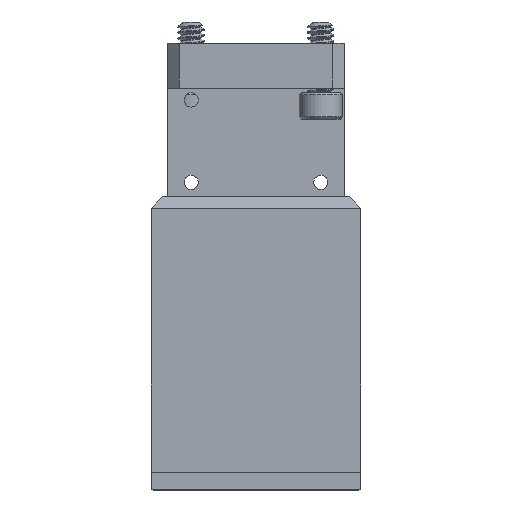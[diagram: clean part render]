
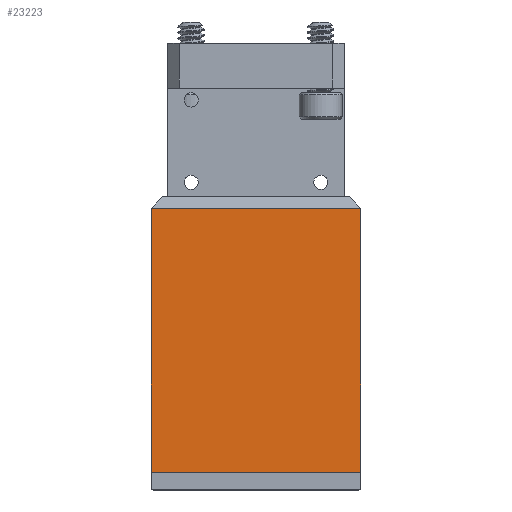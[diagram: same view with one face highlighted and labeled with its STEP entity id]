
A CAD part, front view. The second image highlights one B-rep face of the part: STEP entity #23223.
In plain terms, the highlighted planar face has unit normal (0, -1, 0).
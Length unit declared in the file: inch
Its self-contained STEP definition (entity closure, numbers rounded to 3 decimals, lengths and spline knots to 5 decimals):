
#35 = EDGE_CURVE ( 'NONE', #23386, #595, #9942, .T. ) ;
#595 = VERTEX_POINT ( 'NONE', #8031 ) ;
#756 = CARTESIAN_POINT ( 'NONE',  ( -0.445, -0.375, 1.194 ) ) ;
#859 = CARTESIAN_POINT ( 'NONE',  ( -0.445, -0.375, 1.194 ) ) ;
#2899 = ORIENTED_EDGE ( 'NONE', *, *, #35, .T. ) ;
#3437 = VECTOR ( 'NONE', #17366, 39.37008 ) ;
#3440 = DIRECTION ( 'NONE',  ( 0., 0., -1. ) ) ;
#3800 = ORIENTED_EDGE ( 'NONE', *, *, #11390, .T. ) ;
#4432 = VECTOR ( 'NONE', #9167, 39.37008 ) ;
#4871 = LINE ( 'NONE', #15627, #21096 ) ;
#8031 = CARTESIAN_POINT ( 'NONE',  ( -0.445, -0.375, 0.074 ) ) ;
#9167 = DIRECTION ( 'NONE',  ( -1., 0., 0. ) ) ;
#9942 = LINE ( 'NONE', #25819, #3437 ) ;
#11390 = EDGE_CURVE ( 'NONE', #16201, #23386, #27330, .T. ) ;
#11926 = EDGE_CURVE ( 'NONE', #31950, #595, #4871, .T. ) ;
#14783 = ORIENTED_EDGE ( 'NONE', *, *, #17136, .F. ) ;
#15271 = FACE_OUTER_BOUND ( 'NONE', #15826, .T. ) ;
#15627 = CARTESIAN_POINT ( 'NONE',  ( -0.445, -0.375, 0.074 ) ) ;
#15826 = EDGE_LOOP ( 'NONE', ( #20812, #14783, #3800, #2899 ) ) ;
#16201 = VERTEX_POINT ( 'NONE', #23639 ) ;
#17136 = EDGE_CURVE ( 'NONE', #16201, #31950, #22306, .T. ) ;
#17364 = PLANE ( 'NONE',  #32156 ) ;
#17366 = DIRECTION ( 'NONE',  ( 0., 0., -1. ) ) ;
#17893 = DIRECTION ( 'NONE',  ( 0., 0., 1. ) ) ;
#18054 = CARTESIAN_POINT ( 'NONE',  ( -0.445, -0.375, 1.894 ) ) ;
#20622 = CARTESIAN_POINT ( 'NONE',  ( 0.445, -0.375, 0.074 ) ) ;
#20812 = ORIENTED_EDGE ( 'NONE', *, *, #11926, .F. ) ;
#21096 = VECTOR ( 'NONE', #28992, 39.37008 ) ;
#22306 = LINE ( 'NONE', #24704, #26803 ) ;
#23223 = ADVANCED_FACE ( 'NONE', ( #15271 ), #17364, .F. ) ;
#23386 = VERTEX_POINT ( 'NONE', #756 ) ;
#23639 = CARTESIAN_POINT ( 'NONE',  ( 0.445, -0.375, 1.194 ) ) ;
#24704 = CARTESIAN_POINT ( 'NONE',  ( 0.445, -0.375, 1.894 ) ) ;
#25819 = CARTESIAN_POINT ( 'NONE',  ( -0.445, -0.375, 1.894 ) ) ;
#26803 = VECTOR ( 'NONE', #3440, 39.37008 ) ;
#27330 = LINE ( 'NONE', #859, #4432 ) ;
#28992 = DIRECTION ( 'NONE',  ( -1., 0., 0. ) ) ;
#31246 = DIRECTION ( 'NONE',  ( 0., 1., 0. ) ) ;
#31950 = VERTEX_POINT ( 'NONE', #20622 ) ;
#32156 = AXIS2_PLACEMENT_3D ( 'NONE', #18054, #31246, #17893 ) ;
